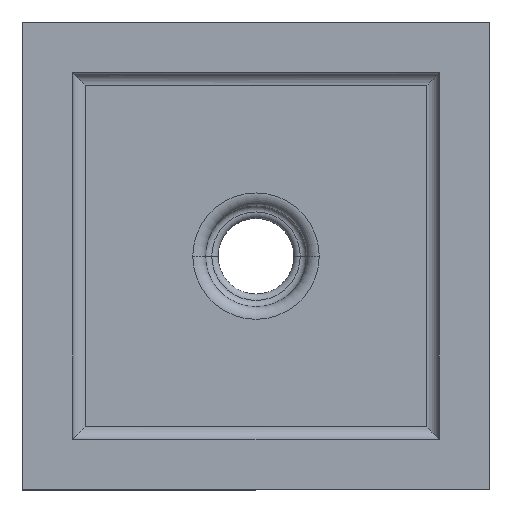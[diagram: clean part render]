
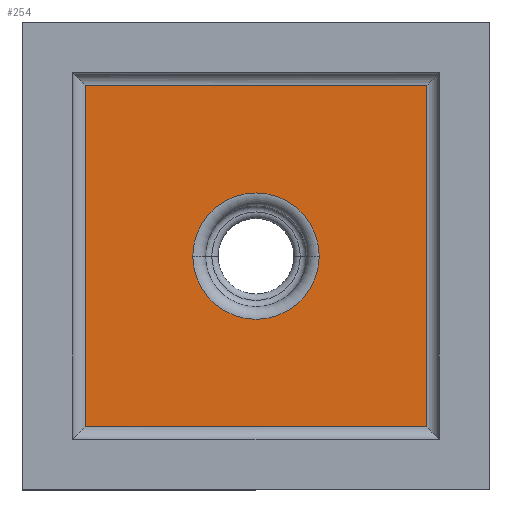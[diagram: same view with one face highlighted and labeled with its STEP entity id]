
A CAD part, top view. The second image highlights one B-rep face of the part: STEP entity #254.
In plain terms, the highlighted planar face has unit normal (0, 0, 1).
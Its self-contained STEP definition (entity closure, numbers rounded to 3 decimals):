
#24 = CARTESIAN_POINT ( 'NONE',  ( -13.5, -14.5, 3. ) ) ;
#37 = DIRECTION ( 'NONE',  ( 0., 0., -1. ) ) ;
#42 = EDGE_LOOP ( 'NONE', ( #496, #296, #916, #852 ) ) ;
#57 = PLANE ( 'NONE',  #148 ) ;
#83 = VERTEX_POINT ( 'NONE', #526 ) ;
#105 = LINE ( 'NONE', #302, #838 ) ;
#148 = AXIS2_PLACEMENT_3D ( 'NONE', #413, #37, #866 ) ;
#194 = EDGE_CURVE ( 'NONE', #760, #726, #472, .T. ) ;
#218 = LINE ( 'NONE', #24, #600 ) ;
#228 = EDGE_CURVE ( 'NONE', #301, #336, #701, .T. ) ;
#234 = DIRECTION ( 'NONE',  ( 1., 0., 0. ) ) ;
#254 = ADVANCED_FACE ( 'NONE', ( #631, #278 ), #57, .F. ) ;
#269 = CARTESIAN_POINT ( 'NONE',  ( -13.5, 13.5, 3. ) ) ;
#275 = DIRECTION ( 'NONE',  ( -1., 0., 0. ) ) ;
#278 = FACE_BOUND ( 'NONE', #670, .T. ) ;
#296 = ORIENTED_EDGE ( 'NONE', *, *, #194, .T. ) ;
#301 = VERTEX_POINT ( 'NONE', #855 ) ;
#302 = CARTESIAN_POINT ( 'NONE',  ( 14.5, -13.5, 3. ) ) ;
#324 = VECTOR ( 'NONE', #706, 1000. ) ;
#336 = VERTEX_POINT ( 'NONE', #410 ) ;
#347 = CARTESIAN_POINT ( 'NONE',  ( 0., 0., 3. ) ) ;
#368 = CARTESIAN_POINT ( 'NONE',  ( 13.5, 13.5, 3. ) ) ;
#410 = CARTESIAN_POINT ( 'NONE',  ( -5., 0., 3. ) ) ;
#413 = CARTESIAN_POINT ( 'NONE',  ( 0., 0., 3. ) ) ;
#415 = DIRECTION ( 'NONE',  ( -1., 0., 0. ) ) ;
#433 = AXIS2_PLACEMENT_3D ( 'NONE', #347, #788, #275 ) ;
#469 = EDGE_CURVE ( 'NONE', #610, #760, #836, .T. ) ;
#472 = LINE ( 'NONE', #773, #324 ) ;
#496 = ORIENTED_EDGE ( 'NONE', *, *, #469, .T. ) ;
#522 = DIRECTION ( 'NONE',  ( 0., -1., 0. ) ) ;
#526 = CARTESIAN_POINT ( 'NONE',  ( -13.5, -13.5, 3. ) ) ;
#563 = CARTESIAN_POINT ( 'NONE',  ( 0., 0., 3. ) ) ;
#597 = CARTESIAN_POINT ( 'NONE',  ( 13.5, -13.5, 3. ) ) ;
#600 = VECTOR ( 'NONE', #522, 1000. ) ;
#610 = VERTEX_POINT ( 'NONE', #597 ) ;
#615 = EDGE_CURVE ( 'NONE', #336, #301, #622, .T. ) ;
#622 = CIRCLE ( 'NONE', #672, 5. ) ;
#631 = FACE_OUTER_BOUND ( 'NONE', #42, .T. ) ;
#637 = ORIENTED_EDGE ( 'NONE', *, *, #615, .T. ) ;
#670 = EDGE_LOOP ( 'NONE', ( #637, #704 ) ) ;
#672 = AXIS2_PLACEMENT_3D ( 'NONE', #563, #854, #415 ) ;
#675 = DIRECTION ( 'NONE',  ( 0., 1., 0. ) ) ;
#692 = CARTESIAN_POINT ( 'NONE',  ( 13.5, 14.5, 3. ) ) ;
#701 = CIRCLE ( 'NONE', #433, 5. ) ;
#704 = ORIENTED_EDGE ( 'NONE', *, *, #228, .T. ) ;
#706 = DIRECTION ( 'NONE',  ( -1., 0., 0. ) ) ;
#726 = VERTEX_POINT ( 'NONE', #269 ) ;
#735 = VECTOR ( 'NONE', #675, 1000. ) ;
#760 = VERTEX_POINT ( 'NONE', #368 ) ;
#773 = CARTESIAN_POINT ( 'NONE',  ( -14.5, 13.5, 3. ) ) ;
#788 = DIRECTION ( 'NONE',  ( 0., 0., -1. ) ) ;
#836 = LINE ( 'NONE', #692, #735 ) ;
#838 = VECTOR ( 'NONE', #234, 1000. ) ;
#852 = ORIENTED_EDGE ( 'NONE', *, *, #949, .T. ) ;
#854 = DIRECTION ( 'NONE',  ( 0., 0., -1. ) ) ;
#855 = CARTESIAN_POINT ( 'NONE',  ( 5., 0., 3. ) ) ;
#866 = DIRECTION ( 'NONE',  ( -1., 0., 0. ) ) ;
#886 = EDGE_CURVE ( 'NONE', #726, #83, #218, .T. ) ;
#916 = ORIENTED_EDGE ( 'NONE', *, *, #886, .T. ) ;
#949 = EDGE_CURVE ( 'NONE', #83, #610, #105, .T. ) ;
